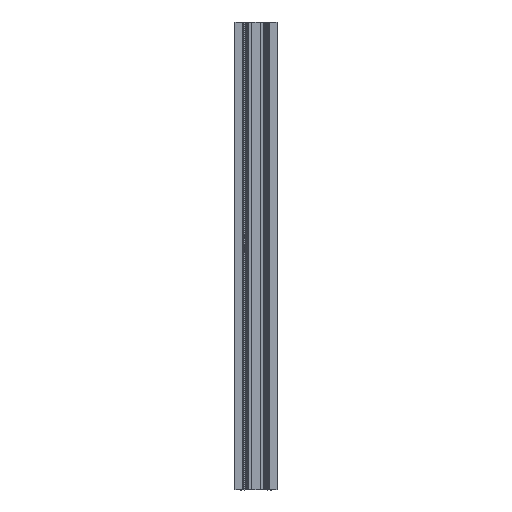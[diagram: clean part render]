
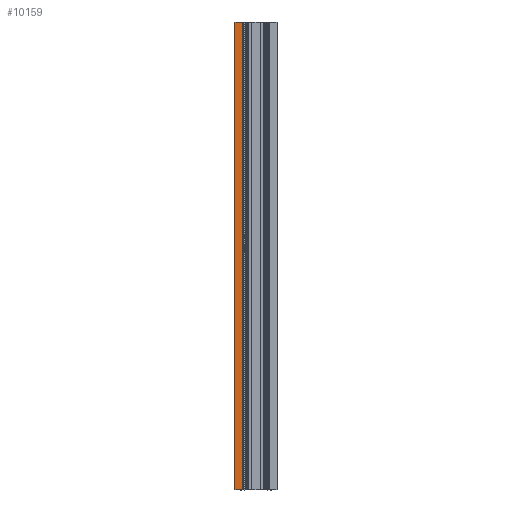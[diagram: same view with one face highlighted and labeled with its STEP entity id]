
A CAD part, left-side view. The second image highlights one B-rep face of the part: STEP entity #10159.
In plain terms, the highlighted planar face has unit normal (-1, 0, 0).
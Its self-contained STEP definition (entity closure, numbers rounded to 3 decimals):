
#1167=DIRECTION('',(0.,-1.,0.));
#1168=VECTOR('',#1167,16.5);
#1169=CARTESIAN_POINT('',(-45.,45.,0.));
#1170=LINE('',#1169,#1168);
#3486=DIRECTION('',(0.,-1.,0.));
#3487=VECTOR('',#3486,16.5);
#3488=CARTESIAN_POINT('',(-45.,45.,1000.));
#3489=LINE('',#3488,#3487);
#5018=DIRECTION('',(0.,0.,1.));
#5019=VECTOR('',#5018,1000.);
#5020=CARTESIAN_POINT('',(-45.,28.5,0.));
#5021=LINE('',#5020,#5019);
#5025=DIRECTION('',(0.,0.,1.));
#5026=VECTOR('',#5025,1000.);
#5027=CARTESIAN_POINT('',(-45.,45.,0.));
#5028=LINE('',#5027,#5026);
#6414=CARTESIAN_POINT('',(-45.,45.,0.));
#6415=CARTESIAN_POINT('',(-45.,45.,1000.));
#6416=VERTEX_POINT('',#6414);
#6417=VERTEX_POINT('',#6415);
#6488=CARTESIAN_POINT('',(-45.,28.5,0.));
#6489=VERTEX_POINT('',#6488);
#6728=CARTESIAN_POINT('',(-45.,28.5,1000.));
#6729=VERTEX_POINT('',#6728);
#10147=CARTESIAN_POINT('',(-45.,45.,0.));
#10148=DIRECTION('',(-1.,0.,0.));
#10149=DIRECTION('',(0.,-1.,0.));
#10150=AXIS2_PLACEMENT_3D('',#10147,#10148,#10149);
#10151=PLANE('',#10150);
#10153=ORIENTED_EDGE('',*,*,#10152,.F.);
#10154=ORIENTED_EDGE('',*,*,#7669,.F.);
#10155=ORIENTED_EDGE('',*,*,#9867,.T.);
#10156=ORIENTED_EDGE('',*,*,#8412,.T.);
#10157=EDGE_LOOP('',(#10153,#10154,#10155,#10156));
#10158=FACE_OUTER_BOUND('',#10157,.F.);
#7669=EDGE_CURVE('',#6416,#6489,#1170,.T.);
#8412=EDGE_CURVE('',#6417,#6729,#3489,.T.);
#9867=EDGE_CURVE('',#6416,#6417,#5028,.T.);
#10152=EDGE_CURVE('',#6489,#6729,#5021,.T.);
#10159=ADVANCED_FACE('',(#10158),#10151,.T.);
